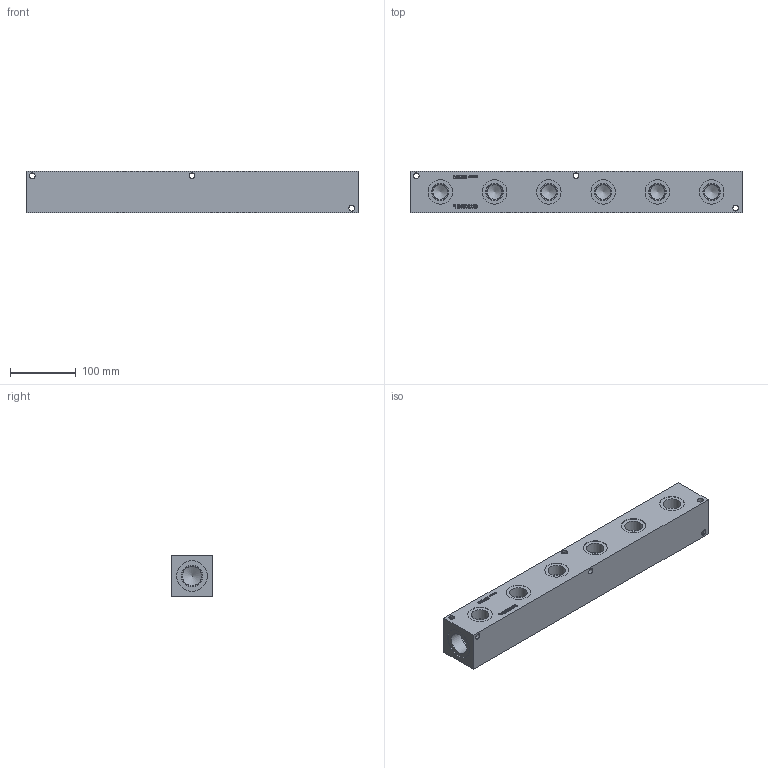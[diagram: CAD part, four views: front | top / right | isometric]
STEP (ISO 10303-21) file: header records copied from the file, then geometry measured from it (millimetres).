
FILE_DESCRIPTION(/* description */ (''),/* implementation_level */ '2;1');
FILE_NAME(/* name */ '_H0000312B.stp',/* time_stamp */ '2020-06-01T10:09:04-04:00',/* author */ ('devonn'),/* organization */ (''),/* preprocessor_version */ 'ST-DEVELOPER v17',/* originating_system */ 'Autodesk Inventor 2019',/* authorisation */ '');
FILE_SCHEMA (('AUTOMOTIVE_DESIGN { 1 0 10303 214 3 1 1 }'));
Length unit declared in the file: millimetre
Products named in the file (1): Part_AH0000312B.C13053R0_3D
Bounding box: 504.82 x 63.5 x 63.5 mm (x, y, z)
Volume: 1873785.1 mm3; surface area: 164729.7 mm2
Topology: 1 solids, 1 shells, 393 faces, 1078 edges, 726 vertices
Faces by surface type: plane 232, bspline 101, cylinder 44, cone 16
Full cylindrical faces by diameter (mm): 8.738 x12, 22.225 x6, 24.409 x6, 26.543 x6, 28.575 x2, 30.632 x2, 33 x2, 37.109 x6, 46.558 x2
Entity records: 13323 total; most frequent: CARTESIAN_POINT 3503, ORIENTED_EDGE 2140, DIRECTION 1606, EDGE_CURVE 1070, VERTEX_POINT 726, LINE 716, VECTOR 716, EDGE_LOOP 458
